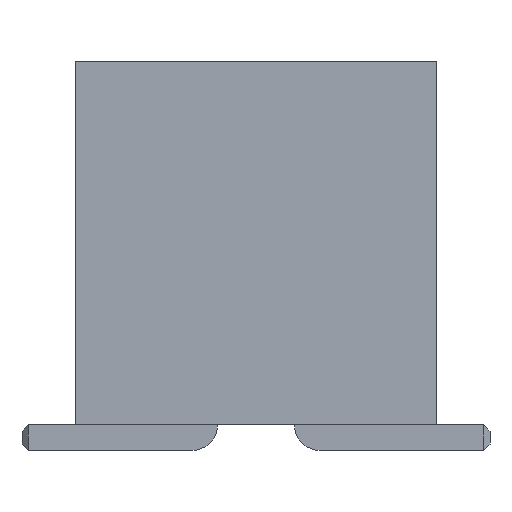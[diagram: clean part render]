
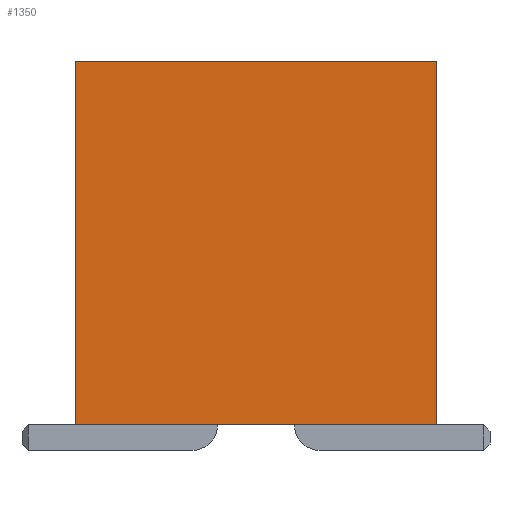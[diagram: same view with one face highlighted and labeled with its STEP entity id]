
A CAD part, front view. The second image highlights one B-rep face of the part: STEP entity #1350.
In plain terms, the highlighted planar face has unit normal (0, -1, 0).
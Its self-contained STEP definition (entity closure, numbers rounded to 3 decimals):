
#64 = VERTEX_POINT('',#65);
#65 = CARTESIAN_POINT('',(-4.475,-15.24,9.64));
#71 = EDGE_CURVE('',#72,#64,#74,.T.);
#72 = VERTEX_POINT('',#73);
#73 = CARTESIAN_POINT('',(-4.475,-15.24,0.64));
#74 = LINE('',#75,#76);
#75 = CARTESIAN_POINT('',(-4.475,-15.24,0.64));
#76 = VECTOR('',#77,1.);
#77 = DIRECTION('',(0.,0.,1.));
#621 = EDGE_CURVE('',#72,#622,#624,.T.);
#622 = VERTEX_POINT('',#623);
#623 = CARTESIAN_POINT('',(4.475,-15.24,0.64));
#624 = LINE('',#625,#626);
#625 = CARTESIAN_POINT('',(-4.475,-15.24,0.64));
#626 = VECTOR('',#627,1.);
#627 = DIRECTION('',(1.,0.,0.));
#1350 = ADVANCED_FACE('',(#1351),#1369,.F.);
#1351 = FACE_BOUND('',#1352,.F.);
#1352 = EDGE_LOOP('',(#1353,#1354,#1362,#1368));
#1353 = ORIENTED_EDGE('',*,*,#71,.T.);
#1354 = ORIENTED_EDGE('',*,*,#1355,.T.);
#1355 = EDGE_CURVE('',#64,#1356,#1358,.T.);
#1356 = VERTEX_POINT('',#1357);
#1357 = CARTESIAN_POINT('',(4.475,-15.24,9.64));
#1358 = LINE('',#1359,#1360);
#1359 = CARTESIAN_POINT('',(-4.475,-15.24,9.64));
#1360 = VECTOR('',#1361,1.);
#1361 = DIRECTION('',(1.,0.,0.));
#1362 = ORIENTED_EDGE('',*,*,#1363,.F.);
#1363 = EDGE_CURVE('',#622,#1356,#1364,.T.);
#1364 = LINE('',#1365,#1366);
#1365 = CARTESIAN_POINT('',(4.475,-15.24,0.64));
#1366 = VECTOR('',#1367,1.);
#1367 = DIRECTION('',(0.,0.,1.));
#1368 = ORIENTED_EDGE('',*,*,#621,.F.);
#1369 = PLANE('',#1370);
#1370 = AXIS2_PLACEMENT_3D('',#1371,#1372,#1373);
#1371 = CARTESIAN_POINT('',(-4.475,-15.24,0.64));
#1372 = DIRECTION('',(0.,1.,0.));
#1373 = DIRECTION('',(1.,0.,0.));
